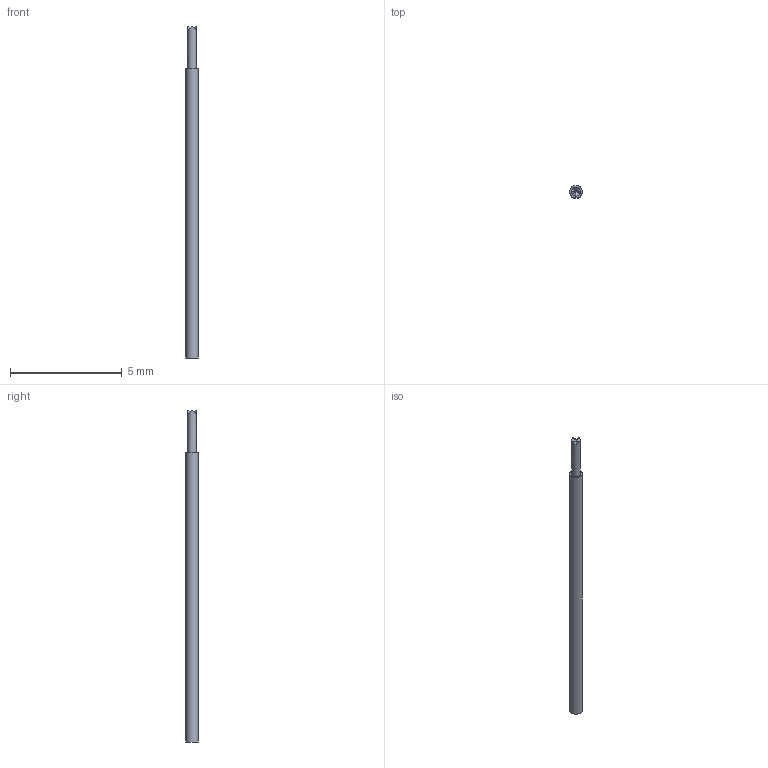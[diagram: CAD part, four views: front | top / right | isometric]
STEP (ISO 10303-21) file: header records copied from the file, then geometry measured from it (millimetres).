
FILE_DESCRIPTION(('FreeCAD Model'),'2;1');
FILE_NAME('P058-Q1.step','2018-03-27T12:00:28' ,('kicad StepUp'),('ksu MCAD'),'Open CASCADE STEP processor 6.8', 'FreeCAD','Unknown');
FILE_SCHEMA(('AUTOMOTIVE_DESIGN_CC2 { 1 2 10303 214 -1 1 5 4 }'));
Length unit declared in the file: millimetre
Products named in the file (2): ASSEMBLY; P058-Q1
Assembly tree (1 placements, depth 2):
  ASSEMBLY
    P058-Q1
Bounding box: 0.56 x 0.56 x 14.89 mm (x, y, z)
Volume: 3.4 mm3; surface area: 25.7 mm2
Topology: 1 solids, 1 shells, 10 faces, 21 edges, 14 vertices
Faces by surface type: plane 8, cylinder 2
Full cylindrical faces by diameter (mm): 0.4 x1, 0.56 x1
Entity records: 378 total; most frequent: DIRECTION 57, CARTESIAN_POINT 47, ORIENTED_EDGE 42, AXIS2_PLACEMENT_3D 24, EDGE_CURVE 21, VERTEX_POINT 14, FACE_BOUND 11, EDGE_LOOP 11
